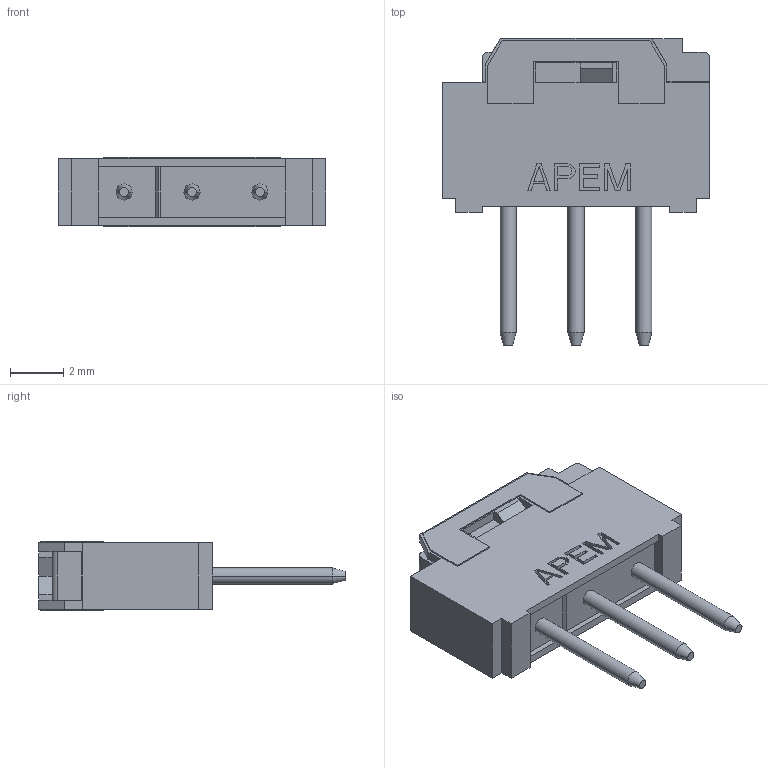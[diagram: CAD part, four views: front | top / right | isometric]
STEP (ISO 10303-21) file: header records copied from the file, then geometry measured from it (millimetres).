
FILE_DESCRIPTION((''),'2;1');
FILE_NAME('NK236','2010-11-30T',('snouilhan'),(''),'PRO/ENGINEER BY PARAMETRIC TECHNOLOGY CORPORATION, 2009440','PRO/ENGINEER BY PARAMETRIC TECHNOLOGY CORPORATION, 2009440','');
FILE_SCHEMA(('CONFIG_CONTROL_DESIGN'));
Length unit declared in the file: millimetre
Products named in the file (1): NK236
Bounding box: 10 x 11.5 x 2.6 mm (x, y, z)
Volume: 116.9 mm3; surface area: 374.7 mm2
Topology: 1 solids, 1 shells, 278 faces, 747 edges, 485 vertices
Faces by surface type: plane 238, cylinder 24, cone 16
Entity records: 8597 total; most frequent: CARTESIAN_POINT 1594, ORIENTED_EDGE 1490, DIRECTION 1335, EDGE_CURVE 745, VECTOR 675, LINE 675, VERTEX_POINT 485, AXIS2_PLACEMENT_3D 330
